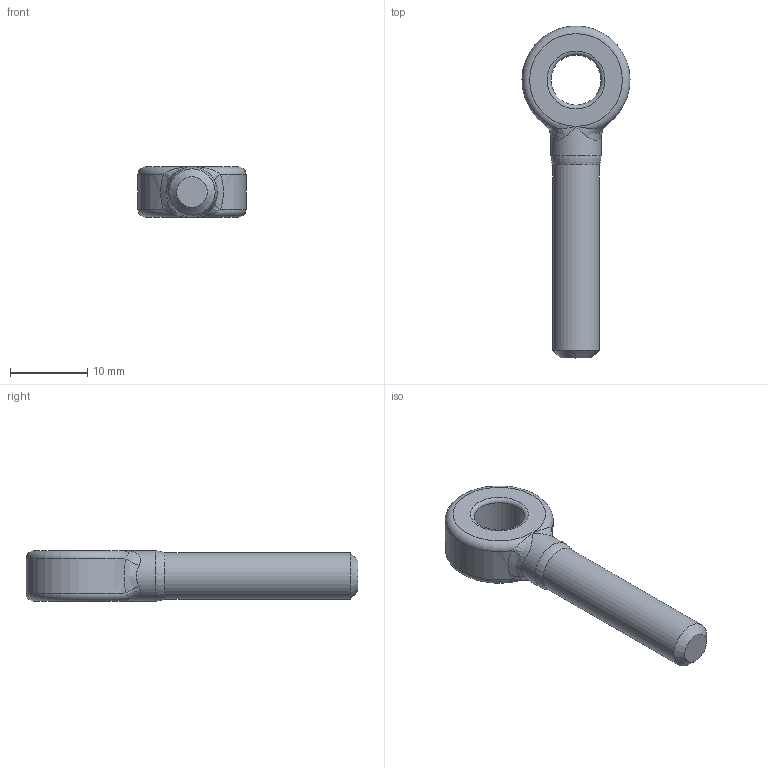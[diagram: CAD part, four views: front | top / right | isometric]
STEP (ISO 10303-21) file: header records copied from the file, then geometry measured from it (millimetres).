
FILE_DESCRIPTION (( 'STEP AP203' ), '1' );
FILE_NAME ('100051026.step', '2020-05-05T10:55:03', ( '' ), ( '' ), 'SwSTEP 2.0', 'SolidWorks 2015', '' );
FILE_SCHEMA (( 'CONFIG_CONTROL_DESIGN' ));
Length unit declared in the file: millimetre
Products named in the file (1): 100051026
Bounding box: 14 x 43 x 6.5 mm (x, y, z)
Volume: 1603.9 mm3; surface area: 1155.7 mm2
Topology: 1 solids, 1 shells, 19 faces, 40 edges, 19 vertices
Faces by surface type: bspline 6, torus 5, cylinder 4, plane 3, cone 1
Full cylindrical faces by diameter (mm): 6 x1, 6.5 x2
Entity records: 877 total; most frequent: CARTESIAN_POINT 488, DIRECTION 60, ORIENTED_EDGE 56, AXIS2_PLACEMENT_3D 30, EDGE_CURVE 28, EDGE_LOOP 28, FACE_OUTER_BOUND 25, ADVANCED_FACE 19
